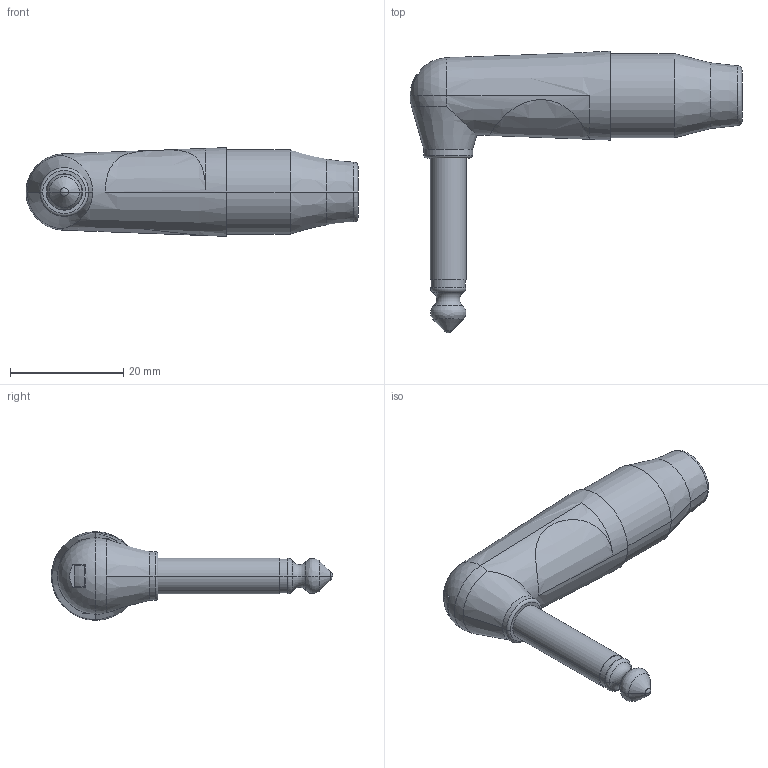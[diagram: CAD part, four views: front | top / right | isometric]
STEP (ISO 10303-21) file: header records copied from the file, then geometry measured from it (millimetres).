
FILE_DESCRIPTION((''),'2;1');
FILE_NAME('RP2RC','2021-04-26T',('xhp'),(''),'PRO/ENGINEER BY PARAMETRIC TECHNOLOGY CORPORATION, 2013040','PRO/ENGINEER BY PARAMETRIC TECHNOLOGY CORPORATION, 2013040','');
FILE_SCHEMA(('CONFIG_CONTROL_DESIGN'));
Length unit declared in the file: millimetre
Products named in the file (1): RP2RC
Bounding box: 58.65 x 49.69 x 15.67 mm (x, y, z)
Volume: 9399 mm3; surface area: 4727.4 mm2
Topology: 1 solids, 3 shells, 250 faces, 732 edges, 450 vertices
Faces by surface type: plane 139, cylinder 65, cone 27, torus 11, sphere 6, bspline 2
Entity records: 8541 total; most frequent: CARTESIAN_POINT 1739, DIRECTION 1462, ORIENTED_EDGE 1454, EDGE_CURVE 727, AXIS2_PLACEMENT_3D 546, VERTEX_POINT 450, VECTOR 370, LINE 370
